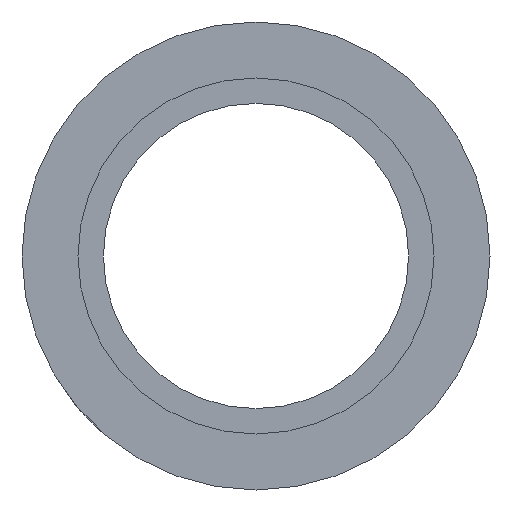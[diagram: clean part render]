
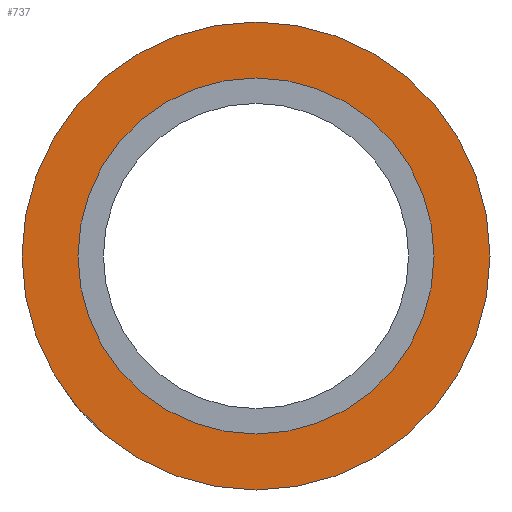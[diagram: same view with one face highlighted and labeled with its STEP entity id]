
A CAD part, front view. The second image highlights one B-rep face of the part: STEP entity #737.
In plain terms, the highlighted planar face has unit normal (0, -1, 0).
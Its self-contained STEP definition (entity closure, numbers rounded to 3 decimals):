
#6 = AXIS2_PLACEMENT_3D ( 'NONE', #859, #1034, #1029 ) ;
#49 = CARTESIAN_POINT ( 'NONE',  ( 0., -4.003, -17.1 ) ) ;
#74 = DIRECTION ( 'NONE',  ( 0., 1., 0. ) ) ;
#89 = DIRECTION ( 'NONE',  ( 0., 0., 1. ) ) ;
#144 = CARTESIAN_POINT ( 'NONE',  ( 0., -4.003, 0. ) ) ;
#160 = AXIS2_PLACEMENT_3D ( 'NONE', #961, #863, #1156 ) ;
#182 = DIRECTION ( 'NONE',  ( 0., 0., -1. ) ) ;
#204 = VERTEX_POINT ( 'NONE', #986 ) ;
#220 = DIRECTION ( 'NONE',  ( 0., 0., -1. ) ) ;
#234 = ORIENTED_EDGE ( 'NONE', *, *, #482, .T. ) ;
#271 = DIRECTION ( 'NONE',  ( 0., -1., 0. ) ) ;
#274 = PLANE ( 'NONE',  #1164 ) ;
#283 = EDGE_LOOP ( 'NONE', ( #829, #977 ) ) ;
#309 = ORIENTED_EDGE ( 'NONE', *, *, #1024, .T. ) ;
#353 = CIRCLE ( 'NONE', #6, 17.1 ) ;
#376 = EDGE_LOOP ( 'NONE', ( #309, #234 ) ) ;
#400 = AXIS2_PLACEMENT_3D ( 'NONE', #751, #271, #182 ) ;
#462 = VERTEX_POINT ( 'NONE', #1057 ) ;
#482 = EDGE_CURVE ( 'NONE', #204, #462, #900, .T. ) ;
#486 = CARTESIAN_POINT ( 'NONE',  ( 0., -4.003, 17.1 ) ) ;
#578 = FACE_OUTER_BOUND ( 'NONE', #376, .T. ) ;
#637 = FACE_BOUND ( 'NONE', #283, .T. ) ;
#737 = ADVANCED_FACE ( 'NONE', ( #637, #578 ), #274, .F. ) ;
#751 = CARTESIAN_POINT ( 'NONE',  ( 0., -4.003, 0. ) ) ;
#760 = EDGE_CURVE ( 'NONE', #1004, #1157, #915, .T. ) ;
#763 = AXIS2_PLACEMENT_3D ( 'NONE', #144, #1168, #220 ) ;
#825 = CIRCLE ( 'NONE', #763, 23. ) ;
#829 = ORIENTED_EDGE ( 'NONE', *, *, #851, .F. ) ;
#837 = CARTESIAN_POINT ( 'NONE',  ( -23., -4.003, 0. ) ) ;
#851 = EDGE_CURVE ( 'NONE', #1157, #1004, #353, .T. ) ;
#859 = CARTESIAN_POINT ( 'NONE',  ( 0., -4.003, 0. ) ) ;
#863 = DIRECTION ( 'NONE',  ( 0., -1., 0. ) ) ;
#900 = CIRCLE ( 'NONE', #160, 23. ) ;
#915 = CIRCLE ( 'NONE', #400, 17.1 ) ;
#961 = CARTESIAN_POINT ( 'NONE',  ( 0., -4.003, 0. ) ) ;
#977 = ORIENTED_EDGE ( 'NONE', *, *, #760, .F. ) ;
#986 = CARTESIAN_POINT ( 'NONE',  ( 0., -4.003, 23. ) ) ;
#1004 = VERTEX_POINT ( 'NONE', #486 ) ;
#1024 = EDGE_CURVE ( 'NONE', #462, #204, #825, .T. ) ;
#1029 = DIRECTION ( 'NONE',  ( 0., 0., -1. ) ) ;
#1034 = DIRECTION ( 'NONE',  ( 0., -1., 0. ) ) ;
#1057 = CARTESIAN_POINT ( 'NONE',  ( 0., -4.003, -23. ) ) ;
#1156 = DIRECTION ( 'NONE',  ( 0., 0., -1. ) ) ;
#1157 = VERTEX_POINT ( 'NONE', #49 ) ;
#1164 = AXIS2_PLACEMENT_3D ( 'NONE', #837, #74, #89 ) ;
#1168 = DIRECTION ( 'NONE',  ( 0., -1., 0. ) ) ;
